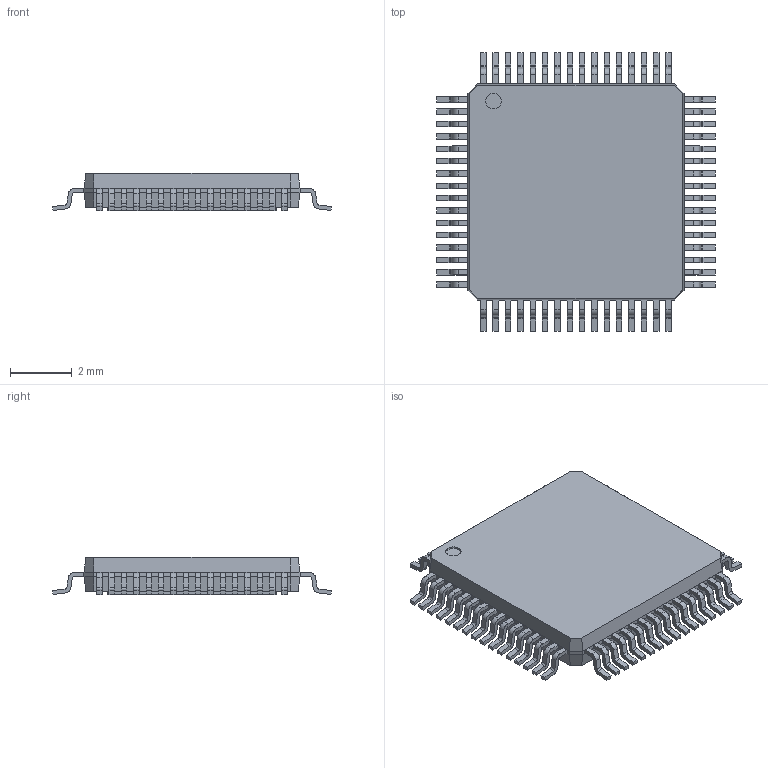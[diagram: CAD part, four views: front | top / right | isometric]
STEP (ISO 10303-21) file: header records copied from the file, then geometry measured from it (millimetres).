
FILE_DESCRIPTION((''),'2;1');
FILE_NAME('QFP40P900X900X120-65N-S550.stp','2015-01-07T15:16:06',(''),(''),'Mechanical Desktop 2011','Mechanical Desktop 2011',', , ');
FILE_SCHEMA(('AUTOMOTIVE_DESIGN { 1 2 10303 214 1 1 1 1 }'));
Length unit declared in the file: millimetre
Products named in the file (1): Product
Bounding box: 9.03 x 9.03 x 1.2 mm (x, y, z)
Volume: 58 mm3; surface area: 245.4 mm2
Topology: 66 solids, 66 shells, 931 faces, 2378 edges, 1580 vertices
Faces by surface type: plane 673, cylinder 258
Entity records: 28027 total; most frequent: CARTESIAN_POINT 4890, DIRECTION 4758, ORIENTED_EDGE 4756, EDGE_CURVE 2378, VECTOR 1862, LINE 1862, VERTEX_POINT 1580, AXIS2_PLACEMENT_3D 1448
